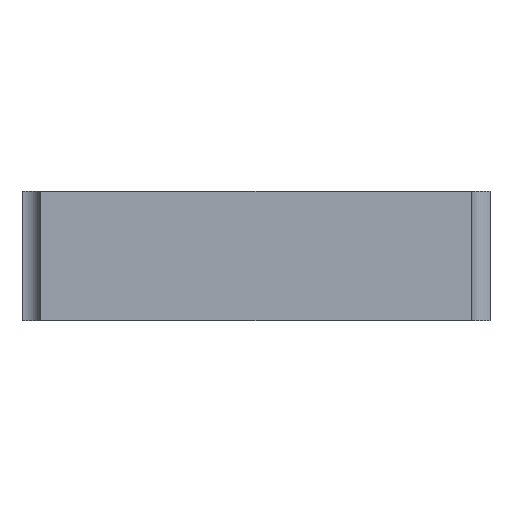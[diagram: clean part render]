
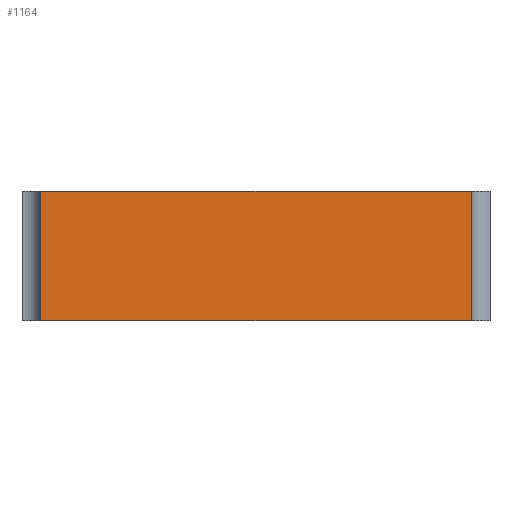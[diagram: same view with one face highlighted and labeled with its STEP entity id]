
A CAD part, front view. The second image highlights one B-rep face of the part: STEP entity #1164.
In plain terms, the highlighted planar face has unit normal (0, -1, 0).
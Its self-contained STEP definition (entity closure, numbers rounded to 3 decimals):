
#32 = PLANE('',#33);
#33 = AXIS2_PLACEMENT_3D('',#34,#35,#36);
#34 = CARTESIAN_POINT('',(0.,0.,0.
    ));
#35 = DIRECTION('',(0.,0.,1.));
#36 = DIRECTION('',(1.,0.,0.));
#252 = VERTEX_POINT('',#253);
#253 = CARTESIAN_POINT('',(1.149,-1.,0.));
#272 = CYLINDRICAL_SURFACE('',#273,0.1);
#273 = AXIS2_PLACEMENT_3D('',#274,#275,#276);
#274 = CARTESIAN_POINT('',(1.249,-1.,0.));
#275 = DIRECTION('',(0.,0.,-1.));
#276 = DIRECTION('',(-1.,0.,0.));
#306 = EDGE_CURVE('',#307,#252,#309,.T.);
#307 = VERTEX_POINT('',#308);
#308 = CARTESIAN_POINT('',(-1.149,-1.,0.));
#309 = SURFACE_CURVE('',#310,(#314,#321),.PCURVE_S1.);
#310 = LINE('',#311,#312);
#311 = CARTESIAN_POINT('',(0.,-1.,0.));
#312 = VECTOR('',#313,1.);
#313 = DIRECTION('',(1.,0.,0.));
#314 = PCURVE('',#32,#315);
#315 = DEFINITIONAL_REPRESENTATION('',(#316),#320);
#316 = LINE('',#317,#318);
#317 = CARTESIAN_POINT('',(0.,-1.));
#318 = VECTOR('',#319,1.);
#319 = DIRECTION('',(1.,0.));
#320 = ( GEOMETRIC_REPRESENTATION_CONTEXT(2) 
PARAMETRIC_REPRESENTATION_CONTEXT() REPRESENTATION_CONTEXT('2D SPACE',''
  ) );
#321 = PCURVE('',#322,#327);
#322 = PLANE('',#323);
#323 = AXIS2_PLACEMENT_3D('',#324,#325,#326);
#324 = CARTESIAN_POINT('',(0.,-1.,0.));
#325 = DIRECTION('',(0.,-1.,0.));
#326 = DIRECTION('',(0.,0.,-1.));
#327 = DEFINITIONAL_REPRESENTATION('',(#328),#332);
#328 = LINE('',#329,#330);
#329 = CARTESIAN_POINT('',(0.,0.));
#330 = VECTOR('',#331,1.);
#331 = DIRECTION('',(0.,1.));
#332 = ( GEOMETRIC_REPRESENTATION_CONTEXT(2) 
PARAMETRIC_REPRESENTATION_CONTEXT() REPRESENTATION_CONTEXT('2D SPACE',''
  ) );
#355 = CYLINDRICAL_SURFACE('',#356,0.1);
#356 = AXIS2_PLACEMENT_3D('',#357,#358,#359);
#357 = CARTESIAN_POINT('',(-1.249,-1.,0.));
#358 = DIRECTION('',(0.,0.,-1.));
#359 = DIRECTION('',(-1.,0.,0.));
#647 = PLANE('',#648);
#648 = AXIS2_PLACEMENT_3D('',#649,#650,#651);
#649 = CARTESIAN_POINT('',(0.,1.,0.69));
#650 = DIRECTION('',(0.,0.,1.));
#651 = DIRECTION('',(1.,0.,0.));
#1070 = EDGE_CURVE('',#252,#1071,#1073,.T.);
#1071 = VERTEX_POINT('',#1072);
#1072 = CARTESIAN_POINT('',(1.149,-1.,0.69));
#1073 = SURFACE_CURVE('',#1074,(#1078,#1107),.PCURVE_S1.);
#1074 = LINE('',#1075,#1076);
#1075 = CARTESIAN_POINT('',(1.149,-1.,0.));
#1076 = VECTOR('',#1077,1.);
#1077 = DIRECTION('',(0.,0.,1.));
#1078 = PCURVE('',#272,#1079);
#1079 = DEFINITIONAL_REPRESENTATION('',(#1080),#1106);
#1080 = B_SPLINE_CURVE_WITH_KNOTS('',3,(#1081,#1082,#1083,#1084,#1085,
    #1086,#1087,#1088,#1089,#1090,#1091,#1092,#1093,#1094,#1095,#1096,
    #1097,#1098,#1099,#1100,#1101,#1102,#1103,#1104,#1105),
  .UNSPECIFIED.,.F.,.F.,(4,1,1,1,1,1,1,1,1,1,1,1,1,1,1,1,1,1,1,1,1,1,4),
  (0.,0.031,0.063,0.094,
    0.125,0.157,0.188,0.22,
    0.251,0.282,0.314,0.345,0.376,
    0.408,0.439,0.47,0.502,
    0.533,0.565,0.596,0.627,
    0.659,0.69),.QUASI_UNIFORM_KNOTS.);
#1081 = CARTESIAN_POINT('',(0.,0.));
#1082 = CARTESIAN_POINT('',(0.,-0.01));
#1083 = CARTESIAN_POINT('',(0.,-0.031));
#1084 = CARTESIAN_POINT('',(0.,-0.063));
#1085 = CARTESIAN_POINT('',(0.,-0.094));
#1086 = CARTESIAN_POINT('',(0.,-0.125));
#1087 = CARTESIAN_POINT('',(0.,-0.157));
#1088 = CARTESIAN_POINT('',(0.,-0.188));
#1089 = CARTESIAN_POINT('',(0.,-0.22));
#1090 = CARTESIAN_POINT('',(0.,-0.251));
#1091 = CARTESIAN_POINT('',(0.,-0.282));
#1092 = CARTESIAN_POINT('',(0.,-0.314));
#1093 = CARTESIAN_POINT('',(0.,-0.345));
#1094 = CARTESIAN_POINT('',(0.,-0.376));
#1095 = CARTESIAN_POINT('',(0.,-0.408));
#1096 = CARTESIAN_POINT('',(0.,-0.439));
#1097 = CARTESIAN_POINT('',(0.,-0.47));
#1098 = CARTESIAN_POINT('',(0.,-0.502));
#1099 = CARTESIAN_POINT('',(0.,-0.533));
#1100 = CARTESIAN_POINT('',(0.,-0.565));
#1101 = CARTESIAN_POINT('',(0.,-0.596));
#1102 = CARTESIAN_POINT('',(0.,-0.627));
#1103 = CARTESIAN_POINT('',(0.,-0.659));
#1104 = CARTESIAN_POINT('',(0.,-0.68));
#1105 = CARTESIAN_POINT('',(0.,-0.69));
#1106 = ( GEOMETRIC_REPRESENTATION_CONTEXT(2) 
PARAMETRIC_REPRESENTATION_CONTEXT() REPRESENTATION_CONTEXT('2D SPACE',''
  ) );
#1107 = PCURVE('',#322,#1108);
#1108 = DEFINITIONAL_REPRESENTATION('',(#1109),#1113);
#1109 = LINE('',#1110,#1111);
#1110 = CARTESIAN_POINT('',(0.,1.149));
#1111 = VECTOR('',#1112,1.);
#1112 = DIRECTION('',(-1.,0.));
#1113 = ( GEOMETRIC_REPRESENTATION_CONTEXT(2) 
PARAMETRIC_REPRESENTATION_CONTEXT() REPRESENTATION_CONTEXT('2D SPACE',''
  ) );
#1164 = ADVANCED_FACE('',(#1165),#322,.T.);
#1165 = FACE_BOUND('',#1166,.T.);
#1166 = EDGE_LOOP('',(#1167,#1168,#1169,#1192));
#1167 = ORIENTED_EDGE('',*,*,#306,.T.);
#1168 = ORIENTED_EDGE('',*,*,#1070,.T.);
#1169 = ORIENTED_EDGE('',*,*,#1170,.T.);
#1170 = EDGE_CURVE('',#1071,#1171,#1173,.T.);
#1171 = VERTEX_POINT('',#1172);
#1172 = CARTESIAN_POINT('',(-1.149,-1.,0.69));
#1173 = SURFACE_CURVE('',#1174,(#1178,#1185),.PCURVE_S1.);
#1174 = LINE('',#1175,#1176);
#1175 = CARTESIAN_POINT('',(0.,-1.,0.69));
#1176 = VECTOR('',#1177,1.);
#1177 = DIRECTION('',(-1.,0.,0.));
#1178 = PCURVE('',#322,#1179);
#1179 = DEFINITIONAL_REPRESENTATION('',(#1180),#1184);
#1180 = LINE('',#1181,#1182);
#1181 = CARTESIAN_POINT('',(-0.69,0.));
#1182 = VECTOR('',#1183,1.);
#1183 = DIRECTION('',(0.,-1.));
#1184 = ( GEOMETRIC_REPRESENTATION_CONTEXT(2) 
PARAMETRIC_REPRESENTATION_CONTEXT() REPRESENTATION_CONTEXT('2D SPACE',''
  ) );
#1185 = PCURVE('',#647,#1186);
#1186 = DEFINITIONAL_REPRESENTATION('',(#1187),#1191);
#1187 = LINE('',#1188,#1189);
#1188 = CARTESIAN_POINT('',(0.,-2.));
#1189 = VECTOR('',#1190,1.);
#1190 = DIRECTION('',(-1.,0.));
#1191 = ( GEOMETRIC_REPRESENTATION_CONTEXT(2) 
PARAMETRIC_REPRESENTATION_CONTEXT() REPRESENTATION_CONTEXT('2D SPACE',''
  ) );
#1192 = ORIENTED_EDGE('',*,*,#1193,.T.);
#1193 = EDGE_CURVE('',#1171,#307,#1194,.T.);
#1194 = SURFACE_CURVE('',#1195,(#1199,#1206),.PCURVE_S1.);
#1195 = LINE('',#1196,#1197);
#1196 = CARTESIAN_POINT('',(-1.149,-1.,0.));
#1197 = VECTOR('',#1198,1.);
#1198 = DIRECTION('',(0.,0.,-1.));
#1199 = PCURVE('',#322,#1200);
#1200 = DEFINITIONAL_REPRESENTATION('',(#1201),#1205);
#1201 = LINE('',#1202,#1203);
#1202 = CARTESIAN_POINT('',(0.,-1.149));
#1203 = VECTOR('',#1204,1.);
#1204 = DIRECTION('',(1.,0.));
#1205 = ( GEOMETRIC_REPRESENTATION_CONTEXT(2) 
PARAMETRIC_REPRESENTATION_CONTEXT() REPRESENTATION_CONTEXT('2D SPACE',''
  ) );
#1206 = PCURVE('',#355,#1207);
#1207 = DEFINITIONAL_REPRESENTATION('',(#1208),#1234);
#1208 = B_SPLINE_CURVE_WITH_KNOTS('',3,(#1209,#1210,#1211,#1212,#1213,
    #1214,#1215,#1216,#1217,#1218,#1219,#1220,#1221,#1222,#1223,#1224,
    #1225,#1226,#1227,#1228,#1229,#1230,#1231,#1232,#1233),
  .UNSPECIFIED.,.F.,.F.,(4,1,1,1,1,1,1,1,1,1,1,1,1,1,1,1,1,1,1,1,1,1,4),
  (-0.69,-0.659,-0.627,-0.596,-0.565
    ,-0.533,-0.502,-0.47,-0.439,
    -0.408,-0.376,-0.345,-0.314,
    -0.282,-0.251,-0.22,-0.188,
    -0.157,-0.125,-0.094,
    -0.063,-0.031,0.),.UNSPECIFIED.);
#1209 = CARTESIAN_POINT('',(3.142,-0.69));
#1210 = CARTESIAN_POINT('',(3.142,-0.68));
#1211 = CARTESIAN_POINT('',(3.142,-0.659));
#1212 = CARTESIAN_POINT('',(3.142,-0.627));
#1213 = CARTESIAN_POINT('',(3.142,-0.596));
#1214 = CARTESIAN_POINT('',(3.142,-0.565));
#1215 = CARTESIAN_POINT('',(3.142,-0.533));
#1216 = CARTESIAN_POINT('',(3.142,-0.502));
#1217 = CARTESIAN_POINT('',(3.142,-0.47));
#1218 = CARTESIAN_POINT('',(3.142,-0.439));
#1219 = CARTESIAN_POINT('',(3.142,-0.408));
#1220 = CARTESIAN_POINT('',(3.142,-0.376));
#1221 = CARTESIAN_POINT('',(3.142,-0.345));
#1222 = CARTESIAN_POINT('',(3.142,-0.314));
#1223 = CARTESIAN_POINT('',(3.142,-0.282));
#1224 = CARTESIAN_POINT('',(3.142,-0.251));
#1225 = CARTESIAN_POINT('',(3.142,-0.22));
#1226 = CARTESIAN_POINT('',(3.142,-0.188));
#1227 = CARTESIAN_POINT('',(3.142,-0.157));
#1228 = CARTESIAN_POINT('',(3.142,-0.125));
#1229 = CARTESIAN_POINT('',(3.142,-0.094));
#1230 = CARTESIAN_POINT('',(3.142,-0.063));
#1231 = CARTESIAN_POINT('',(3.142,-0.031));
#1232 = CARTESIAN_POINT('',(3.142,-0.01));
#1233 = CARTESIAN_POINT('',(3.142,0.));
#1234 = ( GEOMETRIC_REPRESENTATION_CONTEXT(2) 
PARAMETRIC_REPRESENTATION_CONTEXT() REPRESENTATION_CONTEXT('2D SPACE',''
  ) );
